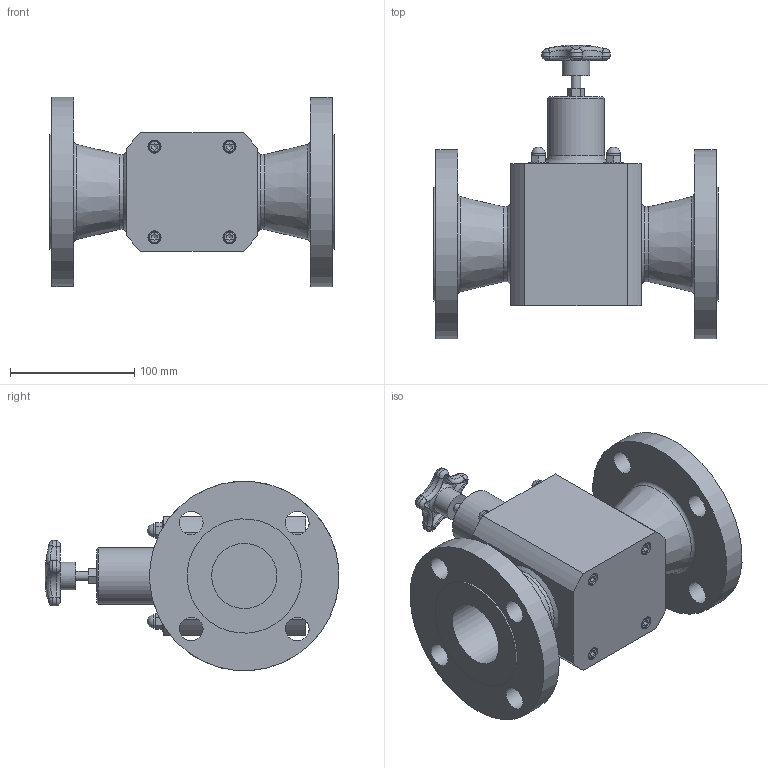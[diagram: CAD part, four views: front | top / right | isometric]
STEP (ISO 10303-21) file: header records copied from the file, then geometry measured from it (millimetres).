
FILE_DESCRIPTION((''),'2;1');
FILE_NAME('TVBFW20-SS-R0.ipt.stp','2017-04-04T12:13:01',(''),(''),'Autodesk Inventor 2009','Autodesk Inventor 2009','');
FILE_SCHEMA(('AUTOMOTIVE_DESIGN { 1 0 10303 214 1 1 1 1 }'));
Length unit declared in the file: inch
Products named in the file (1): TVBFW20-SS-R0
Bounding box: 228.6 x 236.16 x 152.09 mm (x, y, z)
Volume: 1882848.2 mm3; surface area: 197693.1 mm2
Topology: 1 solids, 5 shells, 361 faces, 833 edges, 509 vertices
Faces by surface type: plane 150, bspline 105, cylinder 59, torus 17, sphere 17, cone 13
Full cylindrical faces by diameter (mm): 4.445 x4, 7.442 x1, 9.525 x4, 10.998 x4, 15.875 x4, 19.05 x8, 22.098 x1, 45.72 x1, 52.502 x2, 60.325 x2, 91.948 x2, 152.4 x2
Entity records: 14139 total; most frequent: CARTESIAN_POINT 6507, ORIENTED_EDGE 1514, DIRECTION 1424, EDGE_CURVE 757, AXIS2_PLACEMENT_3D 609, VERTEX_POINT 502, EDGE_LOOP 473, FACE_OUTER_BOUND 361
